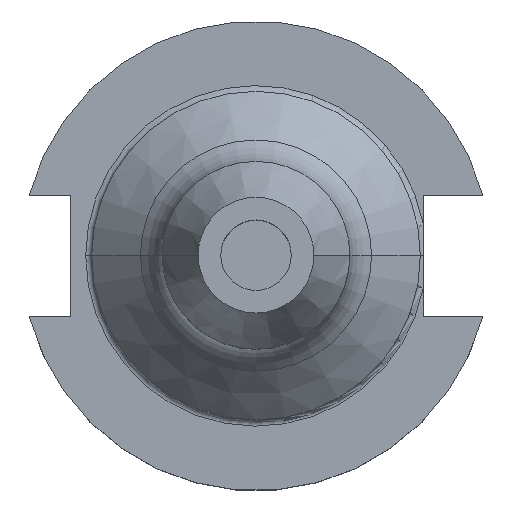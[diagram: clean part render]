
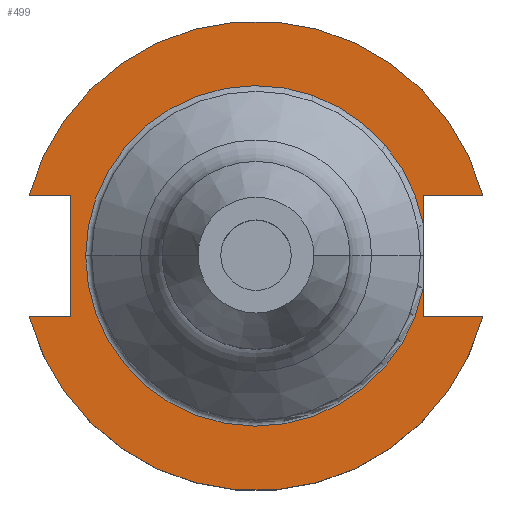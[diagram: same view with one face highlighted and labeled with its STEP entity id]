
A CAD part, top view. The second image highlights one B-rep face of the part: STEP entity #499.
In plain terms, the highlighted planar face has unit normal (0, 0, 1).
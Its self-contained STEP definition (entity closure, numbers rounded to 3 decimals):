
#64 = ORIENTED_EDGE ( 'NONE', *, *, #1016, .F. ) ;
#104 = CARTESIAN_POINT ( 'NONE',  ( 0., 0., 19.05 ) ) ;
#116 = VERTEX_POINT ( 'NONE', #1180 ) ;
#126 = CARTESIAN_POINT ( 'NONE',  ( -61.091, 8.191, 19.05 ) ) ;
#130 = CARTESIAN_POINT ( 'NONE',  ( -30.675, -8.192, 19.05 ) ) ;
#146 = CARTESIAN_POINT ( 'NONE',  ( 22.606, 8.191, 19.05 ) ) ;
#177 = LINE ( 'NONE', #1009, #1309 ) ;
#184 = DIRECTION ( 'NONE',  ( 0., 0., 1. ) ) ;
#215 = VECTOR ( 'NONE', #1643, 1000. ) ;
#235 = ORIENTED_EDGE ( 'NONE', *, *, #922, .F. ) ;
#243 = DIRECTION ( 'NONE',  ( 1., 0., 0. ) ) ;
#268 = CARTESIAN_POINT ( 'NONE',  ( 0., 0., 19.05 ) ) ;
#289 = VERTEX_POINT ( 'NONE', #1395 ) ;
#349 = VECTOR ( 'NONE', #520, 1000. ) ;
#358 = DIRECTION ( 'NONE',  ( 0., 0., 1. ) ) ;
#359 = DIRECTION ( 'NONE',  ( 0., 0., 1. ) ) ;
#364 = ORIENTED_EDGE ( 'NONE', *, *, #593, .F. ) ;
#385 = AXIS2_PLACEMENT_3D ( 'NONE', #1377, #184, #438 ) ;
#387 = VERTEX_POINT ( 'NONE', #1152 ) ;
#412 = AXIS2_PLACEMENT_3D ( 'NONE', #738, #1150, #1541 ) ;
#435 = CARTESIAN_POINT ( 'NONE',  ( 58.606, -8.192, 19.05 ) ) ;
#438 = DIRECTION ( 'NONE',  ( 1., 0., 0. ) ) ;
#444 = ORIENTED_EDGE ( 'NONE', *, *, #465, .T. ) ;
#462 = CIRCLE ( 'NONE', #587, 23.025 ) ;
#465 = EDGE_CURVE ( 'NONE', #842, #654, #1403, .T. ) ;
#479 = ORIENTED_EDGE ( 'NONE', *, *, #1134, .F. ) ;
#487 = LINE ( 'NONE', #435, #215 ) ;
#499 = ADVANCED_FACE ( 'NONE', ( #749 ), #1166, .F. ) ;
#520 = DIRECTION ( 'NONE',  ( -1., 0., 0. ) ) ;
#559 = EDGE_CURVE ( 'NONE', #1423, #983, #947, .T. ) ;
#587 = AXIS2_PLACEMENT_3D ( 'NONE', #268, #1556, #770 ) ;
#593 = EDGE_CURVE ( 'NONE', #863, #387, #462, .T. ) ;
#612 = DIRECTION ( 'NONE',  ( 1., 0., 0. ) ) ;
#654 = VERTEX_POINT ( 'NONE', #1253 ) ;
#686 = DIRECTION ( 'NONE',  ( 0., -1., 0. ) ) ;
#700 = VERTEX_POINT ( 'NONE', #1510 ) ;
#717 = CARTESIAN_POINT ( 'NONE',  ( -30.675, 8.191, 19.05 ) ) ;
#738 = CARTESIAN_POINT ( 'NONE',  ( 0., 23.025, 19.05 ) ) ;
#749 = FACE_OUTER_BOUND ( 'NONE', #1114, .T. ) ;
#760 = EDGE_CURVE ( 'NONE', #289, #1423, #1232, .T. ) ;
#770 = DIRECTION ( 'NONE',  ( 1., 0., 0. ) ) ;
#778 = EDGE_CURVE ( 'NONE', #842, #116, #177, .T. ) ;
#789 = ORIENTED_EDGE ( 'NONE', *, *, #1385, .T. ) ;
#842 = VERTEX_POINT ( 'NONE', #130 ) ;
#852 = VECTOR ( 'NONE', #1101, 1000. ) ;
#858 = CARTESIAN_POINT ( 'NONE',  ( -25.091, 23.025, 19.05 ) ) ;
#863 = VERTEX_POINT ( 'NONE', #1191 ) ;
#899 = VECTOR ( 'NONE', #1130, 1000. ) ;
#922 = EDGE_CURVE ( 'NONE', #387, #1186, #987, .T. ) ;
#941 = LINE ( 'NONE', #1632, #349 ) ;
#947 = LINE ( 'NONE', #126, #1622 ) ;
#983 = VERTEX_POINT ( 'NONE', #1196 ) ;
#984 = LINE ( 'NONE', #1612, #1382 ) ;
#987 = CIRCLE ( 'NONE', #385, 23.025 ) ;
#1002 = LINE ( 'NONE', #858, #899 ) ;
#1009 = CARTESIAN_POINT ( 'NONE',  ( -61.091, -8.192, 19.05 ) ) ;
#1016 = EDGE_CURVE ( 'NONE', #289, #1633, #941, .T. ) ;
#1026 = ORIENTED_EDGE ( 'NONE', *, *, #1698, .F. ) ;
#1101 = DIRECTION ( 'NONE',  ( 0., -1., 0. ) ) ;
#1114 = EDGE_LOOP ( 'NONE', ( #1683, #1542, #444, #789, #1026, #235, #364, #479, #64, #1199, #1258 ) ) ;
#1130 = DIRECTION ( 'NONE',  ( 0., -1., 0. ) ) ;
#1134 = EDGE_CURVE ( 'NONE', #1633, #863, #1204, .T. ) ;
#1150 = DIRECTION ( 'NONE',  ( 0., 0., -1. ) ) ;
#1152 = CARTESIAN_POINT ( 'NONE',  ( -23.025, 0., 19.05 ) ) ;
#1157 = CARTESIAN_POINT ( 'NONE',  ( 0., 0., 19.05 ) ) ;
#1166 = PLANE ( 'NONE',  #412 ) ;
#1173 = DIRECTION ( 'NONE',  ( 1., 0., 0. ) ) ;
#1180 = CARTESIAN_POINT ( 'NONE',  ( -25.091, -8.192, 19.05 ) ) ;
#1186 = VERTEX_POINT ( 'NONE', #1263 ) ;
#1191 = CARTESIAN_POINT ( 'NONE',  ( 22.606, 4.373, 19.05 ) ) ;
#1196 = CARTESIAN_POINT ( 'NONE',  ( -25.091, 8.191, 19.05 ) ) ;
#1199 = ORIENTED_EDGE ( 'NONE', *, *, #760, .T. ) ;
#1204 = LINE ( 'NONE', #1627, #852 ) ;
#1232 = CIRCLE ( 'NONE', #1305, 31.75 ) ;
#1253 = CARTESIAN_POINT ( 'NONE',  ( 30.675, -8.191, 19.05 ) ) ;
#1258 = ORIENTED_EDGE ( 'NONE', *, *, #559, .T. ) ;
#1263 = CARTESIAN_POINT ( 'NONE',  ( 22.606, -4.373, 19.05 ) ) ;
#1305 = AXIS2_PLACEMENT_3D ( 'NONE', #1157, #358, #612 ) ;
#1309 = VECTOR ( 'NONE', #243, 1000. ) ;
#1377 = CARTESIAN_POINT ( 'NONE',  ( 0., 0., 19.05 ) ) ;
#1382 = VECTOR ( 'NONE', #686, 1000. ) ;
#1385 = EDGE_CURVE ( 'NONE', #654, #700, #487, .T. ) ;
#1395 = CARTESIAN_POINT ( 'NONE',  ( 30.675, 8.191, 19.05 ) ) ;
#1403 = CIRCLE ( 'NONE', #1604, 31.75 ) ;
#1423 = VERTEX_POINT ( 'NONE', #717 ) ;
#1434 = EDGE_CURVE ( 'NONE', #983, #116, #1002, .T. ) ;
#1510 = CARTESIAN_POINT ( 'NONE',  ( 22.606, -8.192, 19.05 ) ) ;
#1541 = DIRECTION ( 'NONE',  ( -1., 0., 0. ) ) ;
#1542 = ORIENTED_EDGE ( 'NONE', *, *, #778, .F. ) ;
#1556 = DIRECTION ( 'NONE',  ( 0., 0., 1. ) ) ;
#1604 = AXIS2_PLACEMENT_3D ( 'NONE', #104, #359, #1676 ) ;
#1612 = CARTESIAN_POINT ( 'NONE',  ( 22.606, 23.025, 19.05 ) ) ;
#1622 = VECTOR ( 'NONE', #1173, 1000. ) ;
#1627 = CARTESIAN_POINT ( 'NONE',  ( 22.606, 23.025, 19.05 ) ) ;
#1632 = CARTESIAN_POINT ( 'NONE',  ( 58.606, 8.191, 19.05 ) ) ;
#1633 = VERTEX_POINT ( 'NONE', #146 ) ;
#1643 = DIRECTION ( 'NONE',  ( -1., 0., 0. ) ) ;
#1676 = DIRECTION ( 'NONE',  ( 1., 0., 0. ) ) ;
#1683 = ORIENTED_EDGE ( 'NONE', *, *, #1434, .T. ) ;
#1698 = EDGE_CURVE ( 'NONE', #1186, #700, #984, .T. ) ;
